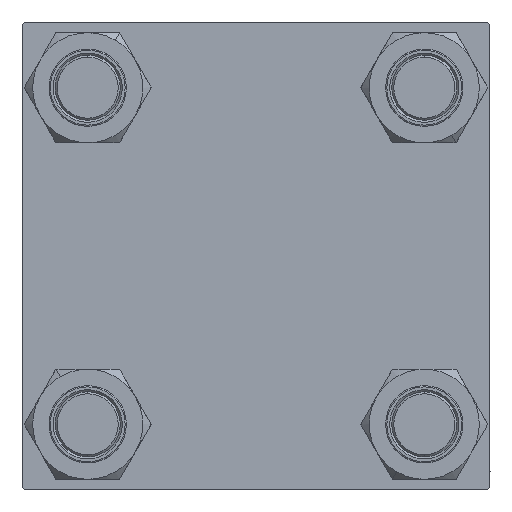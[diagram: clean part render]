
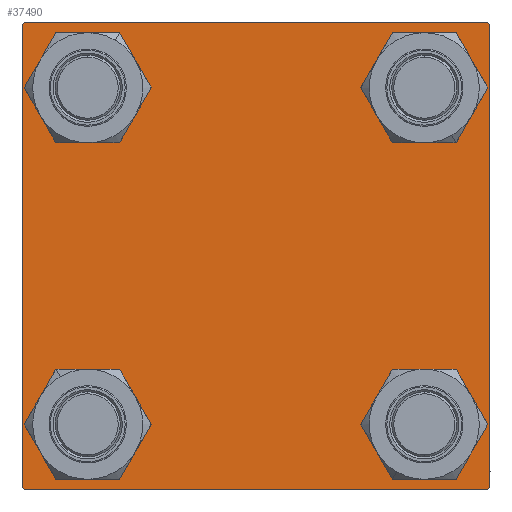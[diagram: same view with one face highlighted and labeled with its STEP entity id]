
A CAD part, left-side view. The second image highlights one B-rep face of the part: STEP entity #37490.
In plain terms, the highlighted planar face has unit normal (-1, 0, 0).
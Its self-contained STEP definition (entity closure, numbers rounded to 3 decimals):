
#628 = CARTESIAN_POINT ( 'NONE',  ( 0., 0., 0. ) ) ;
#1055 = VERTEX_POINT ( 'NONE', #2248 ) ;
#1081 = CARTESIAN_POINT ( 'NONE',  ( 0., 41.35, -41.35 ) ) ;
#1137 = LINE ( 'NONE', #16818, #1837 ) ;
#1701 = CARTESIAN_POINT ( 'NONE',  ( 0., -57.25, 57.25 ) ) ;
#1837 = VECTOR ( 'NONE', #32483, 1000. ) ;
#1965 = ORIENTED_EDGE ( 'NONE', *, *, #36186, .T. ) ;
#2248 = CARTESIAN_POINT ( 'NONE',  ( 0., 57.5, 57. ) ) ;
#2841 = CARTESIAN_POINT ( 'NONE',  ( 0., 41.35, -32.85 ) ) ;
#4183 = CIRCLE ( 'NONE', #6674, 8.5 ) ;
#4281 = VECTOR ( 'NONE', #41509, 1000. ) ;
#4926 = DIRECTION ( 'NONE',  ( 1., 0., 0. ) ) ;
#5023 = VERTEX_POINT ( 'NONE', #17003 ) ;
#5239 = EDGE_CURVE ( 'NONE', #12776, #9066, #18394, .T. ) ;
#5475 = CARTESIAN_POINT ( 'NONE',  ( 0., 41.35, 41.35 ) ) ;
#5561 = CIRCLE ( 'NONE', #8035, 8.5 ) ;
#6204 = CARTESIAN_POINT ( 'NONE',  ( 0., -57.25, -57.25 ) ) ;
#6674 = AXIS2_PLACEMENT_3D ( 'NONE', #5475, #48141, #28381 ) ;
#6691 = DIRECTION ( 'NONE',  ( 1., 0., 0. ) ) ;
#6956 = DIRECTION ( 'NONE',  ( 0., 0., -1. ) ) ;
#7062 = LINE ( 'NONE', #22757, #7441 ) ;
#7441 = VECTOR ( 'NONE', #38412, 1000. ) ;
#8035 = AXIS2_PLACEMENT_3D ( 'NONE', #12933, #8815, #47352 ) ;
#8245 = CARTESIAN_POINT ( 'NONE',  ( 0., 57., 57.5 ) ) ;
#8553 = ORIENTED_EDGE ( 'NONE', *, *, #27453, .T. ) ;
#8815 = DIRECTION ( 'NONE',  ( 1., 0., 0. ) ) ;
#9014 = CIRCLE ( 'NONE', #18888, 8.5 ) ;
#9066 = VERTEX_POINT ( 'NONE', #21793 ) ;
#9546 = CARTESIAN_POINT ( 'NONE',  ( 0., -41.35, 49.85 ) ) ;
#9586 = AXIS2_PLACEMENT_3D ( 'NONE', #1081, #4926, #32684 ) ;
#10096 = ORIENTED_EDGE ( 'NONE', *, *, #42361, .T. ) ;
#10110 = CARTESIAN_POINT ( 'NONE',  ( 0., -41.35, 41.35 ) ) ;
#10643 = AXIS2_PLACEMENT_3D ( 'NONE', #49382, #37809, #18830 ) ;
#11583 = EDGE_CURVE ( 'NONE', #9066, #12776, #21055, .T. ) ;
#12102 = ORIENTED_EDGE ( 'NONE', *, *, #30107, .T. ) ;
#12668 = EDGE_CURVE ( 'NONE', #21717, #44688, #31751, .T. ) ;
#12776 = VERTEX_POINT ( 'NONE', #9546 ) ;
#12933 = CARTESIAN_POINT ( 'NONE',  ( 0., 41.35, 41.35 ) ) ;
#13101 = CIRCLE ( 'NONE', #10643, 8.5 ) ;
#14389 = ORIENTED_EDGE ( 'NONE', *, *, #41084, .T. ) ;
#14442 = VECTOR ( 'NONE', #37384, 1000. ) ;
#14655 = CARTESIAN_POINT ( 'NONE',  ( 0., -57., 57.5 ) ) ;
#14738 = VERTEX_POINT ( 'NONE', #47214 ) ;
#15291 = FACE_BOUND ( 'NONE', #21680, .T. ) ;
#15370 = EDGE_LOOP ( 'NONE', ( #45710, #49608, #10096, #12102, #27455, #40867, #38591, #23208 ) ) ;
#15430 = DIRECTION ( 'NONE',  ( 0., 0., 1. ) ) ;
#15697 = DIRECTION ( 'NONE',  ( 0., 0., 1. ) ) ;
#16023 = ORIENTED_EDGE ( 'NONE', *, *, #35533, .T. ) ;
#16818 = CARTESIAN_POINT ( 'NONE',  ( 0., 57.5, -57.5 ) ) ;
#17003 = CARTESIAN_POINT ( 'NONE',  ( 0., 57., -57.5 ) ) ;
#17450 = CARTESIAN_POINT ( 'NONE',  ( 0., 41.35, 32.85 ) ) ;
#17540 = LINE ( 'NONE', #6204, #40812 ) ;
#17721 = EDGE_LOOP ( 'NONE', ( #1965, #16023 ) ) ;
#17885 = VERTEX_POINT ( 'NONE', #30084 ) ;
#18394 = CIRCLE ( 'NONE', #24921, 8.5 ) ;
#18830 = DIRECTION ( 'NONE',  ( 0., 0., 1. ) ) ;
#18867 = DIRECTION ( 'NONE',  ( 0., 0., 1. ) ) ;
#18888 = AXIS2_PLACEMENT_3D ( 'NONE', #27267, #42899, #15697 ) ;
#19016 = ORIENTED_EDGE ( 'NONE', *, *, #39238, .T. ) ;
#19856 = ORIENTED_EDGE ( 'NONE', *, *, #11583, .T. ) ;
#19926 = DIRECTION ( 'NONE',  ( 0., 0., -1. ) ) ;
#20116 = DIRECTION ( 'NONE',  ( 1., 0., 0. ) ) ;
#20242 = VERTEX_POINT ( 'NONE', #48109 ) ;
#20327 = CARTESIAN_POINT ( 'NONE',  ( 0., -57.5, 57. ) ) ;
#20490 = VERTEX_POINT ( 'NONE', #46225 ) ;
#21055 = CIRCLE ( 'NONE', #27619, 8.5 ) ;
#21227 = DIRECTION ( 'NONE',  ( 0., 0.707, -0.707 ) ) ;
#21680 = EDGE_LOOP ( 'NONE', ( #36238, #19856 ) ) ;
#21717 = VERTEX_POINT ( 'NONE', #42314 ) ;
#21738 = LINE ( 'NONE', #44819, #14442 ) ;
#21793 = CARTESIAN_POINT ( 'NONE',  ( 0., -41.35, 32.85 ) ) ;
#21892 = CARTESIAN_POINT ( 'NONE',  ( 0., -57.5, 57.5 ) ) ;
#22397 = EDGE_LOOP ( 'NONE', ( #19016, #8553 ) ) ;
#22527 = EDGE_CURVE ( 'NONE', #27792, #1055, #35679, .T. ) ;
#22572 = EDGE_CURVE ( 'NONE', #27792, #28006, #21738, .T. ) ;
#22757 = CARTESIAN_POINT ( 'NONE',  ( 0., 57.25, -57.25 ) ) ;
#23090 = VERTEX_POINT ( 'NONE', #23439 ) ;
#23135 = CARTESIAN_POINT ( 'NONE',  ( 0., -41.35, 41.35 ) ) ;
#23208 = ORIENTED_EDGE ( 'NONE', *, *, #22527, .T. ) ;
#23324 = ORIENTED_EDGE ( 'NONE', *, *, #12668, .T. ) ;
#23439 = CARTESIAN_POINT ( 'NONE',  ( 0., -41.35, -49.85 ) ) ;
#24282 = VERTEX_POINT ( 'NONE', #17450 ) ;
#24753 = PLANE ( 'NONE',  #29618 ) ;
#24777 = EDGE_CURVE ( 'NONE', #1055, #17885, #43769, .T. ) ;
#24921 = AXIS2_PLACEMENT_3D ( 'NONE', #23135, #6691, #15430 ) ;
#25530 = VERTEX_POINT ( 'NONE', #20327 ) ;
#25599 = LINE ( 'NONE', #1701, #4281 ) ;
#25613 = AXIS2_PLACEMENT_3D ( 'NONE', #31661, #20116, #35766 ) ;
#27113 = FACE_BOUND ( 'NONE', #45398, .T. ) ;
#27267 = CARTESIAN_POINT ( 'NONE',  ( 0., -41.35, -41.35 ) ) ;
#27453 = EDGE_CURVE ( 'NONE', #24282, #20490, #5561, .T. ) ;
#27455 = ORIENTED_EDGE ( 'NONE', *, *, #32560, .F. ) ;
#27619 = AXIS2_PLACEMENT_3D ( 'NONE', #10110, #33743, #18867 ) ;
#27792 = VERTEX_POINT ( 'NONE', #8245 ) ;
#28006 = VERTEX_POINT ( 'NONE', #14655 ) ;
#28381 = DIRECTION ( 'NONE',  ( 0., 0., 1. ) ) ;
#28618 = DIRECTION ( 'NONE',  ( -1., 0., 0. ) ) ;
#29618 = AXIS2_PLACEMENT_3D ( 'NONE', #628, #28618, #43753 ) ;
#30084 = CARTESIAN_POINT ( 'NONE',  ( 0., 57.5, -57. ) ) ;
#30107 = EDGE_CURVE ( 'NONE', #33092, #20242, #17540, .T. ) ;
#31661 = CARTESIAN_POINT ( 'NONE',  ( 0., 41.35, -41.35 ) ) ;
#31751 = CIRCLE ( 'NONE', #9586, 8.5 ) ;
#32483 = DIRECTION ( 'NONE',  ( 0., -1., 0. ) ) ;
#32560 = EDGE_CURVE ( 'NONE', #25530, #20242, #33432, .T. ) ;
#32684 = DIRECTION ( 'NONE',  ( 0., 0., 1. ) ) ;
#33092 = VERTEX_POINT ( 'NONE', #40672 ) ;
#33432 = LINE ( 'NONE', #21892, #35983 ) ;
#33743 = DIRECTION ( 'NONE',  ( 1., 0., 0. ) ) ;
#33965 = DIRECTION ( 'NONE',  ( 0., -0.707, 0.707 ) ) ;
#34563 = FACE_BOUND ( 'NONE', #17721, .T. ) ;
#35533 = EDGE_CURVE ( 'NONE', #23090, #14738, #9014, .T. ) ;
#35679 = LINE ( 'NONE', #48948, #36569 ) ;
#35766 = DIRECTION ( 'NONE',  ( 0., 0., 1. ) ) ;
#35847 = VECTOR ( 'NONE', #19926, 1000. ) ;
#35983 = VECTOR ( 'NONE', #6956, 1000. ) ;
#36186 = EDGE_CURVE ( 'NONE', #14738, #23090, #13101, .T. ) ;
#36238 = ORIENTED_EDGE ( 'NONE', *, *, #5239, .T. ) ;
#36569 = VECTOR ( 'NONE', #21227, 1000. ) ;
#37384 = DIRECTION ( 'NONE',  ( 0., -1., 0. ) ) ;
#37460 = EDGE_CURVE ( 'NONE', #17885, #5023, #7062, .T. ) ;
#37490 = ADVANCED_FACE ( 'NONE', ( #15291, #34563, #27113, #50474, #40404 ), #24753, .T. ) ;
#37809 = DIRECTION ( 'NONE',  ( 1., 0., 0. ) ) ;
#38412 = DIRECTION ( 'NONE',  ( 0., -0.707, -0.707 ) ) ;
#38591 = ORIENTED_EDGE ( 'NONE', *, *, #22572, .F. ) ;
#39238 = EDGE_CURVE ( 'NONE', #20490, #24282, #4183, .T. ) ;
#40404 = FACE_OUTER_BOUND ( 'NONE', #15370, .T. ) ;
#40672 = CARTESIAN_POINT ( 'NONE',  ( 0., -57., -57.5 ) ) ;
#40812 = VECTOR ( 'NONE', #33965, 1000. ) ;
#40867 = ORIENTED_EDGE ( 'NONE', *, *, #45153, .T. ) ;
#41084 = EDGE_CURVE ( 'NONE', #44688, #21717, #47743, .T. ) ;
#41509 = DIRECTION ( 'NONE',  ( 0., 0.707, 0.707 ) ) ;
#42314 = CARTESIAN_POINT ( 'NONE',  ( 0., 41.35, -49.85 ) ) ;
#42361 = EDGE_CURVE ( 'NONE', #5023, #33092, #1137, .T. ) ;
#42899 = DIRECTION ( 'NONE',  ( 1., 0., 0. ) ) ;
#43753 = DIRECTION ( 'NONE',  ( 0., 0., 1. ) ) ;
#43769 = LINE ( 'NONE', #47886, #35847 ) ;
#44688 = VERTEX_POINT ( 'NONE', #2841 ) ;
#44819 = CARTESIAN_POINT ( 'NONE',  ( 0., 57.5, 57.5 ) ) ;
#45153 = EDGE_CURVE ( 'NONE', #25530, #28006, #25599, .T. ) ;
#45398 = EDGE_LOOP ( 'NONE', ( #14389, #23324 ) ) ;
#45710 = ORIENTED_EDGE ( 'NONE', *, *, #24777, .T. ) ;
#46225 = CARTESIAN_POINT ( 'NONE',  ( 0., 41.35, 49.85 ) ) ;
#47214 = CARTESIAN_POINT ( 'NONE',  ( 0., -41.35, -32.85 ) ) ;
#47352 = DIRECTION ( 'NONE',  ( 0., 0., 1. ) ) ;
#47743 = CIRCLE ( 'NONE', #25613, 8.5 ) ;
#47886 = CARTESIAN_POINT ( 'NONE',  ( 0., 57.5, 57.5 ) ) ;
#48109 = CARTESIAN_POINT ( 'NONE',  ( 0., -57.5, -57. ) ) ;
#48141 = DIRECTION ( 'NONE',  ( 1., 0., 0. ) ) ;
#48948 = CARTESIAN_POINT ( 'NONE',  ( 0., 57.25, 57.25 ) ) ;
#49382 = CARTESIAN_POINT ( 'NONE',  ( 0., -41.35, -41.35 ) ) ;
#49608 = ORIENTED_EDGE ( 'NONE', *, *, #37460, .T. ) ;
#50474 = FACE_BOUND ( 'NONE', #22397, .T. ) ;
